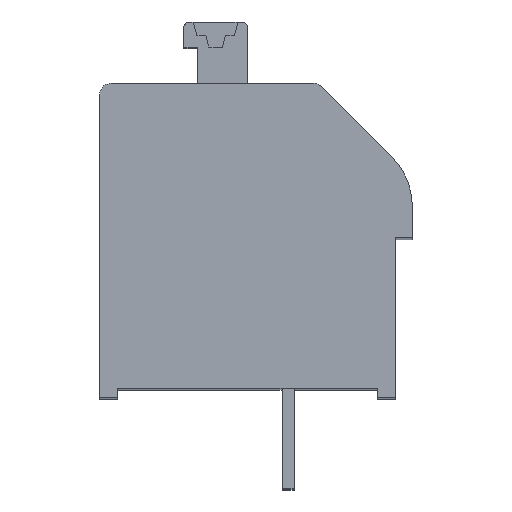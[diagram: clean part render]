
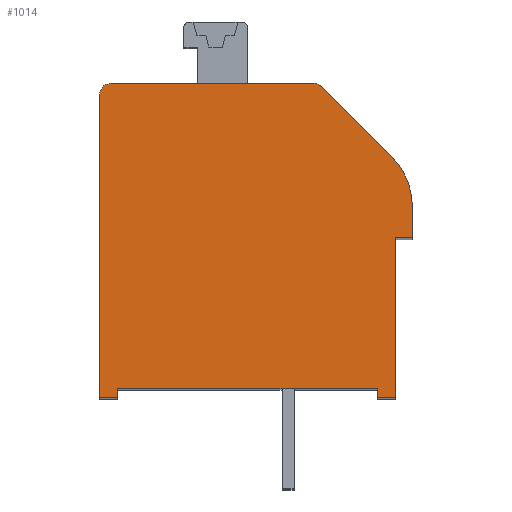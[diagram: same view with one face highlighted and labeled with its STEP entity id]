
A CAD part, top view. The second image highlights one B-rep face of the part: STEP entity #1014.
In plain terms, the highlighted planar face has unit normal (0, 0, 1).
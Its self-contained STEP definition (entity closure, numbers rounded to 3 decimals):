
#1014 = ADVANCED_FACE( '', ( #2065 ), #2066, .T. );
#2065 = FACE_OUTER_BOUND( '', #3130, .T. );
#2066 = PLANE( '', #3131 );
#3130 = EDGE_LOOP( '', ( #6277, #6278, #6279, #6280, #6281, #6282, #6283, #6284, #6285, #6286, #6287, #6288, #6289, #6290 ) );
#3131 = AXIS2_PLACEMENT_3D( '', #6291, #6292, #6293 );
#6277 = ORIENTED_EDGE( '', *, *, #6950, .T. );
#6278 = ORIENTED_EDGE( '', *, *, #7574, .T. );
#6279 = ORIENTED_EDGE( '', *, *, #7501, .T. );
#6280 = ORIENTED_EDGE( '', *, *, #7145, .T. );
#6281 = ORIENTED_EDGE( '', *, *, #6727, .T. );
#6282 = ORIENTED_EDGE( '', *, *, #7763, .T. );
#6283 = ORIENTED_EDGE( '', *, *, #7626, .T. );
#6284 = ORIENTED_EDGE( '', *, *, #7578, .T. );
#6285 = ORIENTED_EDGE( '', *, *, #7244, .T. );
#6286 = ORIENTED_EDGE( '', *, *, #6995, .T. );
#6287 = ORIENTED_EDGE( '', *, *, #7082, .T. );
#6288 = ORIENTED_EDGE( '', *, *, #7458, .T. );
#6289 = ORIENTED_EDGE( '', *, *, #7607, .T. );
#6290 = ORIENTED_EDGE( '', *, *, #7308, .T. );
#6291 = CARTESIAN_POINT( '', ( -7.8, 13.3, 51.5 ) );
#6292 = DIRECTION( '', ( 0., 0., 1. ) );
#6293 = DIRECTION( '', ( 1., 0., 0. ) );
#6727 = EDGE_CURVE( '', #8219, #8217, #8220, .T. );
#6950 = EDGE_CURVE( '', #8591, #8589, #8592, .T. );
#6995 = EDGE_CURVE( '', #8662, #8660, #8663, .T. );
#7082 = EDGE_CURVE( '', #8660, #8799, #8801, .T. );
#7145 = EDGE_CURVE( '', #8894, #8219, #8895, .T. );
#7244 = EDGE_CURVE( '', #9039, #8662, #9040, .T. );
#7308 = EDGE_CURVE( '', #9128, #8591, #9129, .T. );
#7458 = EDGE_CURVE( '', #8799, #9342, #9344, .T. );
#7501 = EDGE_CURVE( '', #9394, #8894, #9395, .T. );
#7574 = EDGE_CURVE( '', #8589, #9394, #9483, .T. );
#7578 = EDGE_CURVE( '', #9487, #9039, #9488, .T. );
#7607 = EDGE_CURVE( '', #9342, #9128, #9520, .T. );
#7626 = EDGE_CURVE( '', #9542, #9487, #9543, .T. );
#7763 = EDGE_CURVE( '', #8217, #9542, #9689, .T. );
#8217 = VERTEX_POINT( '', #10332 );
#8219 = VERTEX_POINT( '', #10335 );
#8220 = LINE( '', #10336, #10337 );
#8589 = VERTEX_POINT( '', #10871 );
#8591 = VERTEX_POINT( '', #10874 );
#8592 = CIRCLE( '', #10875, 0.5 );
#8660 = VERTEX_POINT( '', #10970 );
#8662 = VERTEX_POINT( '', #10973 );
#8663 = LINE( '', #10974, #10975 );
#8799 = VERTEX_POINT( '', #11171 );
#8801 = CIRCLE( '', #11174, 3. );
#8894 = VERTEX_POINT( '', #11309 );
#8895 = LINE( '', #11310, #11311 );
#9039 = VERTEX_POINT( '', #11519 );
#9040 = LINE( '', #11520, #11521 );
#9128 = VERTEX_POINT( '', #11658 );
#9129 = LINE( '', #11659, #11660 );
#9342 = VERTEX_POINT( '', #11983 );
#9344 = LINE( '', #11986, #11987 );
#9394 = VERTEX_POINT( '', #12059 );
#9395 = LINE( '', #12060, #12061 );
#9483 = LINE( '', #12192, #12193 );
#9487 = VERTEX_POINT( '', #12198 );
#9488 = LINE( '', #12199, #12200 );
#9520 = CIRCLE( '', #12246, 0.5 );
#9542 = VERTEX_POINT( '', #12277 );
#9543 = LINE( '', #12278, #12279 );
#9689 = LINE( '', #12480, #12481 );
#10332 = CARTESIAN_POINT( '', ( 3.9, 0.4, 51.5 ) );
#10335 = CARTESIAN_POINT( '', ( -7.5, 0.4, 51.5 ) );
#10336 = CARTESIAN_POINT( '', ( -7.5, 0.4, 51.5 ) );
#10337 = VECTOR( '', #12747, 1000. );
#10871 = CARTESIAN_POINT( '', ( -8.3, 13.3, 51.5 ) );
#10874 = CARTESIAN_POINT( '', ( -7.8, 13.8, 51.5 ) );
#10875 = AXIS2_PLACEMENT_3D( '', #12971, #12972, #12973 );
#10970 = CARTESIAN_POINT( '', ( 5.45, 8.407, 51.5 ) );
#10973 = CARTESIAN_POINT( '', ( 5.45, 7., 51.5 ) );
#10974 = CARTESIAN_POINT( '', ( 5.45, 7., 51.5 ) );
#10975 = VECTOR( '', #13020, 1000. );
#11171 = CARTESIAN_POINT( '', ( 4.571, 10.529, 51.5 ) );
#11174 = AXIS2_PLACEMENT_3D( '', #13106, #13107, #13108 );
#11309 = CARTESIAN_POINT( '', ( -7.5, 0., 51.5 ) );
#11310 = CARTESIAN_POINT( '', ( -7.5, 0., 51.5 ) );
#11311 = VECTOR( '', #13175, 1000. );
#11519 = CARTESIAN_POINT( '', ( 4.7, 7., 51.5 ) );
#11520 = CARTESIAN_POINT( '', ( 4.7, 7., 51.5 ) );
#11521 = VECTOR( '', #13273, 1000. );
#11658 = CARTESIAN_POINT( '', ( 1.093, 13.8, 51.5 ) );
#11659 = CARTESIAN_POINT( '', ( 1.093, 13.8, 51.5 ) );
#11660 = VECTOR( '', #13326, 1000. );
#11983 = CARTESIAN_POINT( '', ( 1.446, 13.654, 51.5 ) );
#11986 = CARTESIAN_POINT( '', ( 4.571, 10.529, 51.5 ) );
#11987 = VECTOR( '', #13480, 1000. );
#12059 = CARTESIAN_POINT( '', ( -8.3, 0., 51.5 ) );
#12060 = CARTESIAN_POINT( '', ( -8.3, 0., 51.5 ) );
#12061 = VECTOR( '', #13518, 1000. );
#12192 = CARTESIAN_POINT( '', ( -8.3, 13.3, 51.5 ) );
#12193 = VECTOR( '', #13580, 1000. );
#12198 = CARTESIAN_POINT( '', ( 4.7, 0., 51.5 ) );
#12199 = CARTESIAN_POINT( '', ( 4.7, 0., 51.5 ) );
#12200 = VECTOR( '', #13582, 1000. );
#12246 = AXIS2_PLACEMENT_3D( '', #13597, #13598, #13599 );
#12277 = CARTESIAN_POINT( '', ( 3.9, 0., 51.5 ) );
#12278 = CARTESIAN_POINT( '', ( 3.9, 0., 51.5 ) );
#12279 = VECTOR( '', #13609, 1000. );
#12480 = CARTESIAN_POINT( '', ( 3.9, 0.4, 51.5 ) );
#12481 = VECTOR( '', #13686, 1000. );
#12747 = DIRECTION( '', ( 1., 0., 0. ) );
#12971 = CARTESIAN_POINT( '', ( -7.8, 13.3, 51.5 ) );
#12972 = DIRECTION( '', ( 0., 0., 1. ) );
#12973 = DIRECTION( '', ( 1., 0., 0. ) );
#13020 = DIRECTION( '', ( 0., 1., 0. ) );
#13106 = CARTESIAN_POINT( '', ( 2.45, 8.407, 51.5 ) );
#13107 = DIRECTION( '', ( 0., 0., 1. ) );
#13108 = DIRECTION( '', ( 1., 0., 0. ) );
#13175 = DIRECTION( '', ( 0., 1., 0. ) );
#13273 = DIRECTION( '', ( 1., 0., 0. ) );
#13326 = DIRECTION( '', ( -1., 0., 0. ) );
#13480 = DIRECTION( '', ( -0.707, 0.707, 0. ) );
#13518 = DIRECTION( '', ( 1., 0., 0. ) );
#13580 = DIRECTION( '', ( 0., -1., 0. ) );
#13582 = DIRECTION( '', ( 0., 1., 0. ) );
#13597 = CARTESIAN_POINT( '', ( 1.093, 13.3, 51.5 ) );
#13598 = DIRECTION( '', ( 0., 0., 1. ) );
#13599 = DIRECTION( '', ( 1., 0., 0. ) );
#13609 = DIRECTION( '', ( 1., 0., 0. ) );
#13686 = DIRECTION( '', ( 0., -1., 0. ) );
